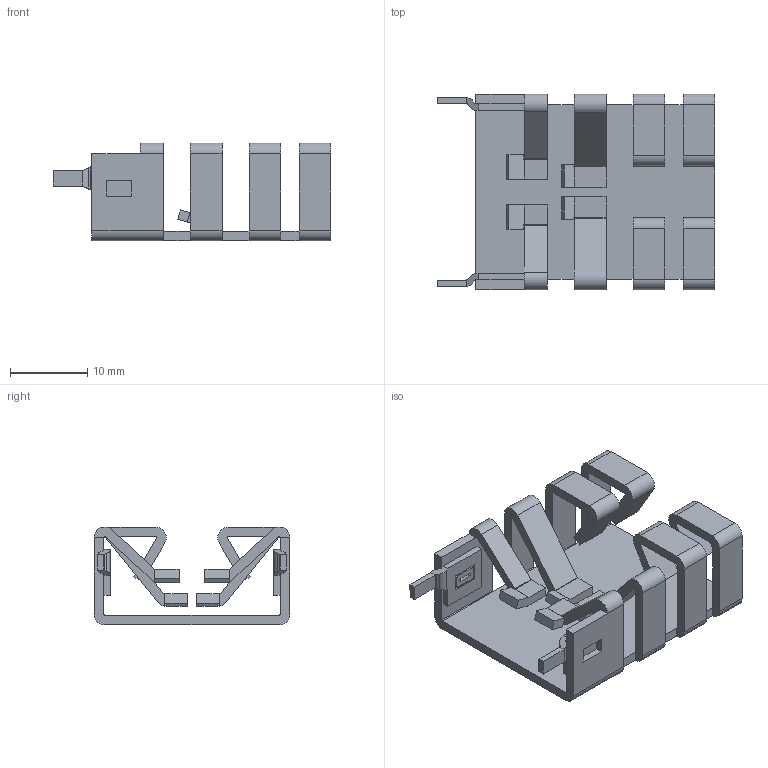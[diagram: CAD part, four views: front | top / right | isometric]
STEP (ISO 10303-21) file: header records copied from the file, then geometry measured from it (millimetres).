
FILE_DESCRIPTION(/* description */ ('FK 241 SA 218 V'),/* implementation_level */ '2;1');
FILE_NAME(/* name */ 'FK_241_SA_218_V.stp',/* time_stamp */ '2017-12-11T13:19:04+01:00',/* author */ ('Lochen'),/* organization */ (''),/* preprocessor_version */ 'ST-DEVELOPER v16.1',/* originating_system */ 'Autodesk Inventor 2016',/* authorisation */ '');
FILE_SCHEMA (('AUTOMOTIVE_DESIGN { 1 0 10303 214 3 1 1 }'));
Length unit declared in the file: millimetre
Products named in the file (4): 001025150; 001025152; 001025151; 001025153
Assembly tree (3 placements, depth 2):
  001025153
    001025150
    001025152
    001025151
Bounding box: 36 x 25.4 x 12.7 mm (x, y, z)
Volume: 2180.7 mm3; surface area: 4292.3 mm2
Topology: 3 solids, 3 shells, 258 faces, 690 edges, 436 vertices
Faces by surface type: plane 164, cylinder 82, torus 8, sphere 4
Entity records: 8015 total; most frequent: DIRECTION 1388, CARTESIAN_POINT 1383, ORIENTED_EDGE 1364, EDGE_CURVE 682, LINE 506, VECTOR 506, AXIS2_PLACEMENT_3D 441, VERTEX_POINT 436
